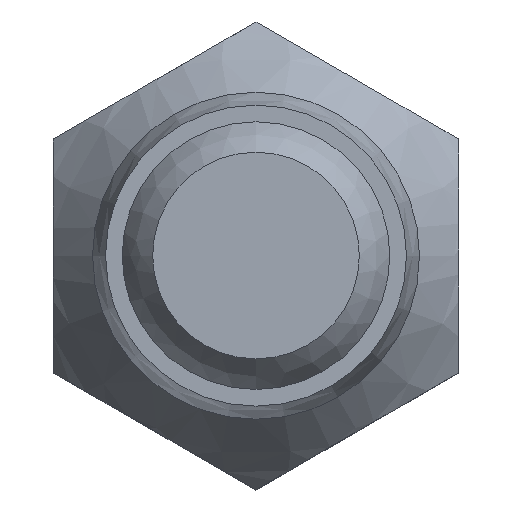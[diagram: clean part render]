
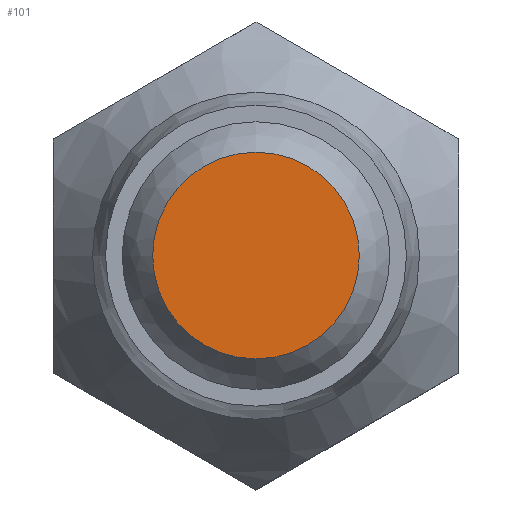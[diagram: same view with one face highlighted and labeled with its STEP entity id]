
A CAD part, top view. The second image highlights one B-rep face of the part: STEP entity #101.
In plain terms, the highlighted planar face has unit normal (0, 0, 1).
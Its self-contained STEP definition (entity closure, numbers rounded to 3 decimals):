
#101 = ADVANCED_FACE( '', ( #171 ), #172, .T. );
#171 = FACE_OUTER_BOUND( '', #247, .T. );
#172 = PLANE( '', #248 );
#247 = EDGE_LOOP( '', ( #437 ) );
#248 = AXIS2_PLACEMENT_3D( '', #438, #439, #440 );
#437 = ORIENTED_EDGE( '', *, *, #529, .F. );
#438 = CARTESIAN_POINT( '', ( -3.571, 0., 11. ) );
#439 = DIRECTION( '', ( 0., 0., 1. ) );
#440 = DIRECTION( '', ( 1., 0., 0. ) );
#529 = EDGE_CURVE( '', #628, #628, #629, .T. );
#628 = VERTEX_POINT( '', #1031 );
#629 = CIRCLE( '', #1032, 3.571 );
#1031 = CARTESIAN_POINT( '', ( -3.571, 0., 11. ) );
#1032 = AXIS2_PLACEMENT_3D( '', #1096, #1097, #1098 );
#1096 = CARTESIAN_POINT( '', ( 0., 0., 11. ) );
#1097 = DIRECTION( '', ( 0., 0., -1. ) );
#1098 = DIRECTION( '', ( -1., 0., 0. ) );
